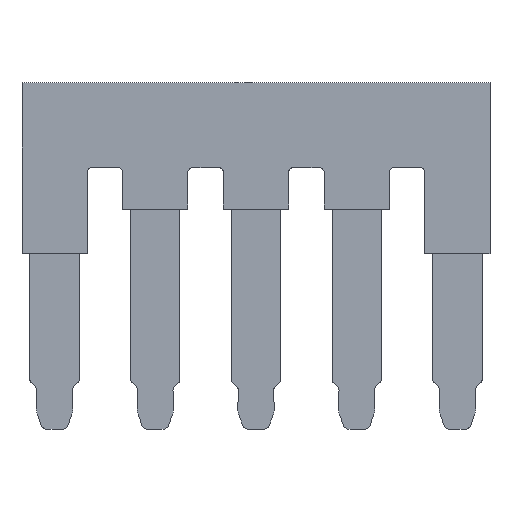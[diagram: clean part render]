
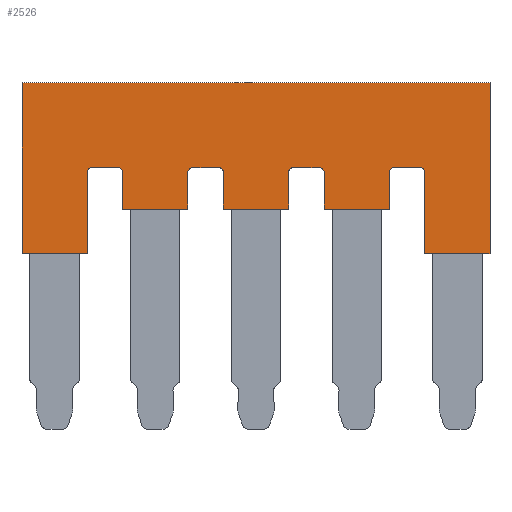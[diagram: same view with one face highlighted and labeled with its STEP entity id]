
A CAD part, top view. The second image highlights one B-rep face of the part: STEP entity #2526.
In plain terms, the highlighted planar face has unit normal (0, 0, 1).
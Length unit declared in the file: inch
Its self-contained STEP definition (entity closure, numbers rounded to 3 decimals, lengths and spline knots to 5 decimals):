
#313=DIRECTION('',(1.,0.,0.));
#314=VECTOR('',#313,6.6);
#315=CARTESIAN_POINT('',(-26.41279,1.77145,2.));
#316=LINE('',#315,#314);
#317=DIRECTION('',(0.,-1.,0.));
#318=VECTOR('',#317,17.3);
#319=CARTESIAN_POINT('',(-26.41279,19.07145,2.));
#320=LINE('',#319,#318);
#321=DIRECTION('',(-1.,0.,0.));
#322=VECTOR('',#321,47.4);
#323=CARTESIAN_POINT('',(20.98721,19.07145,2.));
#324=LINE('',#323,#322);
#325=DIRECTION('',(0.,1.,0.));
#326=VECTOR('',#325,17.3);
#327=CARTESIAN_POINT('',(20.98721,1.77145,2.));
#328=LINE('',#327,#326);
#329=DIRECTION('',(1.,0.,0.));
#330=VECTOR('',#329,6.6);
#331=CARTESIAN_POINT('',(14.38721,1.77145,2.));
#332=LINE('',#331,#330);
#333=DIRECTION('',(0.,-1.,0.));
#334=VECTOR('',#333,8.2);
#335=CARTESIAN_POINT('',(14.38721,9.97145,2.));
#336=LINE('',#335,#334);
#337=CARTESIAN_POINT('',(13.88721,9.97145,2.));
#338=DIRECTION('',(0.,0.,-1.));
#339=DIRECTION('',(0.,1.,0.));
#340=AXIS2_PLACEMENT_3D('',#337,#338,#339);
#342=DIRECTION('',(1.,0.,0.));
#343=VECTOR('',#342,2.6);
#344=CARTESIAN_POINT('',(11.28721,10.47145,2.));
#345=LINE('',#344,#343);
#346=CARTESIAN_POINT('',(11.28721,9.97145,2.));
#347=DIRECTION('',(0.,0.,-1.));
#348=DIRECTION('',(-1.,0.,0.));
#349=AXIS2_PLACEMENT_3D('',#346,#347,#348);
#351=DIRECTION('',(0.,1.,0.));
#352=VECTOR('',#351,3.7);
#353=CARTESIAN_POINT('',(10.78721,6.27145,2.));
#354=LINE('',#353,#352);
#355=DIRECTION('',(1.,0.,0.));
#356=VECTOR('',#355,6.6);
#357=CARTESIAN_POINT('',(4.18721,6.27145,2.));
#358=LINE('',#357,#356);
#359=DIRECTION('',(0.,-1.,0.));
#360=VECTOR('',#359,3.7);
#361=CARTESIAN_POINT('',(4.18721,9.97145,2.));
#362=LINE('',#361,#360);
#363=CARTESIAN_POINT('',(3.68721,9.97145,2.));
#364=DIRECTION('',(0.,0.,-1.));
#365=DIRECTION('',(0.,1.,0.));
#366=AXIS2_PLACEMENT_3D('',#363,#364,#365);
#368=DIRECTION('',(1.,0.,0.));
#369=VECTOR('',#368,2.6);
#370=CARTESIAN_POINT('',(1.08721,10.47145,2.));
#371=LINE('',#370,#369);
#372=CARTESIAN_POINT('',(1.08721,9.97145,2.));
#373=DIRECTION('',(0.,0.,-1.));
#374=DIRECTION('',(-1.,0.,0.));
#375=AXIS2_PLACEMENT_3D('',#372,#373,#374);
#377=DIRECTION('',(0.,1.,0.));
#378=VECTOR('',#377,3.7);
#379=CARTESIAN_POINT('',(0.58721,6.27145,2.));
#380=LINE('',#379,#378);
#381=DIRECTION('',(1.,0.,0.));
#382=VECTOR('',#381,6.6);
#383=CARTESIAN_POINT('',(-6.01279,6.27145,2.));
#384=LINE('',#383,#382);
#385=DIRECTION('',(0.,-1.,0.));
#386=VECTOR('',#385,3.7);
#387=CARTESIAN_POINT('',(-6.01279,9.97145,2.));
#388=LINE('',#387,#386);
#389=CARTESIAN_POINT('',(-6.51279,9.97145,2.));
#390=DIRECTION('',(0.,0.,-1.));
#391=DIRECTION('',(0.,1.,0.));
#392=AXIS2_PLACEMENT_3D('',#389,#390,#391);
#394=DIRECTION('',(1.,0.,0.));
#395=VECTOR('',#394,2.6);
#396=CARTESIAN_POINT('',(-9.11279,10.47145,2.));
#397=LINE('',#396,#395);
#398=CARTESIAN_POINT('',(-9.11279,9.97145,2.));
#399=DIRECTION('',(0.,0.,-1.));
#400=DIRECTION('',(-1.,0.,0.));
#401=AXIS2_PLACEMENT_3D('',#398,#399,#400);
#403=DIRECTION('',(0.,1.,0.));
#404=VECTOR('',#403,3.7);
#405=CARTESIAN_POINT('',(-9.61279,6.27145,2.));
#406=LINE('',#405,#404);
#407=DIRECTION('',(1.,0.,0.));
#408=VECTOR('',#407,6.6);
#409=CARTESIAN_POINT('',(-16.21279,6.27145,2.));
#410=LINE('',#409,#408);
#411=DIRECTION('',(0.,-1.,0.));
#412=VECTOR('',#411,3.7);
#413=CARTESIAN_POINT('',(-16.21279,9.97145,2.));
#414=LINE('',#413,#412);
#415=CARTESIAN_POINT('',(-16.71279,9.97145,2.));
#416=DIRECTION('',(0.,0.,-1.));
#417=DIRECTION('',(0.,1.,0.));
#418=AXIS2_PLACEMENT_3D('',#415,#416,#417);
#420=DIRECTION('',(1.,0.,0.));
#421=VECTOR('',#420,2.6);
#422=CARTESIAN_POINT('',(-19.31279,10.47145,2.));
#423=LINE('',#422,#421);
#424=CARTESIAN_POINT('',(-19.31279,9.97145,2.));
#425=DIRECTION('',(0.,0.,-1.));
#426=DIRECTION('',(-1.,0.,0.));
#427=AXIS2_PLACEMENT_3D('',#424,#425,#426);
#429=DIRECTION('',(0.,1.,0.));
#430=VECTOR('',#429,8.2);
#431=CARTESIAN_POINT('',(-19.81279,1.77145,2.));
#432=LINE('',#431,#430);
#1569=CARTESIAN_POINT('',(-26.41279,1.77145,2.));
#1570=CARTESIAN_POINT('',(-19.81279,1.77145,2.));
#1571=VERTEX_POINT('',#1569);
#1572=VERTEX_POINT('',#1570);
#1573=CARTESIAN_POINT('',(-19.81279,9.97145,2.));
#1574=VERTEX_POINT('',#1573);
#1575=CARTESIAN_POINT('',(-19.31279,10.47145,2.));
#1576=VERTEX_POINT('',#1575);
#1577=CARTESIAN_POINT('',(-16.71279,10.47145,2.));
#1578=VERTEX_POINT('',#1577);
#1579=CARTESIAN_POINT('',(-16.21279,9.97145,2.));
#1580=VERTEX_POINT('',#1579);
#1581=CARTESIAN_POINT('',(-16.21279,6.27145,2.));
#1582=VERTEX_POINT('',#1581);
#1583=CARTESIAN_POINT('',(-9.61279,6.27145,2.));
#1584=VERTEX_POINT('',#1583);
#1585=CARTESIAN_POINT('',(-9.61279,9.97145,2.));
#1586=VERTEX_POINT('',#1585);
#1587=CARTESIAN_POINT('',(-9.11279,10.47145,2.));
#1588=VERTEX_POINT('',#1587);
#1589=CARTESIAN_POINT('',(-6.51279,10.47145,2.));
#1590=VERTEX_POINT('',#1589);
#1591=CARTESIAN_POINT('',(-6.01279,9.97145,2.));
#1592=VERTEX_POINT('',#1591);
#1593=CARTESIAN_POINT('',(-6.01279,6.27145,2.));
#1594=VERTEX_POINT('',#1593);
#1595=CARTESIAN_POINT('',(0.58721,6.27145,2.));
#1596=VERTEX_POINT('',#1595);
#1597=CARTESIAN_POINT('',(0.58721,9.97145,2.));
#1598=VERTEX_POINT('',#1597);
#1599=CARTESIAN_POINT('',(1.08721,10.47145,2.));
#1600=VERTEX_POINT('',#1599);
#1601=CARTESIAN_POINT('',(3.68721,10.47145,2.));
#1602=VERTEX_POINT('',#1601);
#1603=CARTESIAN_POINT('',(4.18721,9.97145,2.));
#1604=VERTEX_POINT('',#1603);
#1605=CARTESIAN_POINT('',(4.18721,6.27145,2.));
#1606=VERTEX_POINT('',#1605);
#1607=CARTESIAN_POINT('',(10.78721,6.27145,2.));
#1608=VERTEX_POINT('',#1607);
#1609=CARTESIAN_POINT('',(10.78721,9.97145,2.));
#1610=VERTEX_POINT('',#1609);
#1611=CARTESIAN_POINT('',(11.28721,10.47145,2.));
#1612=VERTEX_POINT('',#1611);
#1613=CARTESIAN_POINT('',(13.88721,10.47145,2.));
#1614=VERTEX_POINT('',#1613);
#1615=CARTESIAN_POINT('',(14.38721,9.97145,2.));
#1616=VERTEX_POINT('',#1615);
#1617=CARTESIAN_POINT('',(14.38721,1.77145,2.));
#1618=VERTEX_POINT('',#1617);
#1619=CARTESIAN_POINT('',(20.98721,1.77145,2.));
#1620=VERTEX_POINT('',#1619);
#1621=CARTESIAN_POINT('',(20.98721,19.07145,2.));
#1622=VERTEX_POINT('',#1621);
#1623=CARTESIAN_POINT('',(-26.41279,19.07145,2.));
#1624=VERTEX_POINT('',#1623);
#2491=CARTESIAN_POINT('',(0.,0.,2.));
#2492=DIRECTION('',(0.,0.,1.));
#2493=DIRECTION('',(1.,0.,0.));
#2494=AXIS2_PLACEMENT_3D('',#2491,#2492,#2493);
#2495=PLANE('',#2494);
#2496=ORIENTED_EDGE('',*,*,#2057,.F.);
#2497=ORIENTED_EDGE('',*,*,#2082,.F.);
#2498=ORIENTED_EDGE('',*,*,#2096,.F.);
#2499=ORIENTED_EDGE('',*,*,#2110,.F.);
#2500=ORIENTED_EDGE('',*,*,#2124,.F.);
#2501=ORIENTED_EDGE('',*,*,#2148,.F.);
#2502=ORIENTED_EDGE('',*,*,#2162,.F.);
#2503=ORIENTED_EDGE('',*,*,#2176,.F.);
#2504=ORIENTED_EDGE('',*,*,#2190,.F.);
#2505=ORIENTED_EDGE('',*,*,#2204,.F.);
#2506=ORIENTED_EDGE('',*,*,#2218,.F.);
#2507=ORIENTED_EDGE('',*,*,#2242,.F.);
#2508=ORIENTED_EDGE('',*,*,#2256,.F.);
#2509=ORIENTED_EDGE('',*,*,#2270,.F.);
#2510=ORIENTED_EDGE('',*,*,#2284,.F.);
#2511=ORIENTED_EDGE('',*,*,#2298,.F.);
#2512=ORIENTED_EDGE('',*,*,#2312,.F.);
#2513=ORIENTED_EDGE('',*,*,#2336,.F.);
#2514=ORIENTED_EDGE('',*,*,#2350,.F.);
#2515=ORIENTED_EDGE('',*,*,#2364,.F.);
#2516=ORIENTED_EDGE('',*,*,#2378,.F.);
#2517=ORIENTED_EDGE('',*,*,#2392,.F.);
#2518=ORIENTED_EDGE('',*,*,#2406,.F.);
#2519=ORIENTED_EDGE('',*,*,#2430,.F.);
#2520=ORIENTED_EDGE('',*,*,#2444,.F.);
#2521=ORIENTED_EDGE('',*,*,#2458,.F.);
#2522=ORIENTED_EDGE('',*,*,#2472,.F.);
#2523=ORIENTED_EDGE('',*,*,#2485,.F.);
#2524=EDGE_LOOP('',(#2496,#2497,#2498,#2499,#2500,#2501,#2502,#2503,#2504,#2505,
#2506,#2507,#2508,#2509,#2510,#2511,#2512,#2513,#2514,#2515,#2516,#2517,#2518,
#2519,#2520,#2521,#2522,#2523));
#2525=FACE_OUTER_BOUND('',#2524,.F.);
#341=CIRCLE('',#340,0.5);
#350=CIRCLE('',#349,0.5);
#367=CIRCLE('',#366,0.5);
#376=CIRCLE('',#375,0.5);
#393=CIRCLE('',#392,0.5);
#402=CIRCLE('',#401,0.5);
#419=CIRCLE('',#418,0.5);
#428=CIRCLE('',#427,0.5);
#2057=EDGE_CURVE('',#1571,#1572,#316,.T.);
#2082=EDGE_CURVE('',#1624,#1571,#320,.T.);
#2096=EDGE_CURVE('',#1622,#1624,#324,.T.);
#2110=EDGE_CURVE('',#1620,#1622,#328,.T.);
#2124=EDGE_CURVE('',#1618,#1620,#332,.T.);
#2148=EDGE_CURVE('',#1616,#1618,#336,.T.);
#2162=EDGE_CURVE('',#1614,#1616,#341,.T.);
#2176=EDGE_CURVE('',#1612,#1614,#345,.T.);
#2190=EDGE_CURVE('',#1610,#1612,#350,.T.);
#2204=EDGE_CURVE('',#1608,#1610,#354,.T.);
#2218=EDGE_CURVE('',#1606,#1608,#358,.T.);
#2242=EDGE_CURVE('',#1604,#1606,#362,.T.);
#2256=EDGE_CURVE('',#1602,#1604,#367,.T.);
#2270=EDGE_CURVE('',#1600,#1602,#371,.T.);
#2284=EDGE_CURVE('',#1598,#1600,#376,.T.);
#2298=EDGE_CURVE('',#1596,#1598,#380,.T.);
#2312=EDGE_CURVE('',#1594,#1596,#384,.T.);
#2336=EDGE_CURVE('',#1592,#1594,#388,.T.);
#2350=EDGE_CURVE('',#1590,#1592,#393,.T.);
#2364=EDGE_CURVE('',#1588,#1590,#397,.T.);
#2378=EDGE_CURVE('',#1586,#1588,#402,.T.);
#2392=EDGE_CURVE('',#1584,#1586,#406,.T.);
#2406=EDGE_CURVE('',#1582,#1584,#410,.T.);
#2430=EDGE_CURVE('',#1580,#1582,#414,.T.);
#2444=EDGE_CURVE('',#1578,#1580,#419,.T.);
#2458=EDGE_CURVE('',#1576,#1578,#423,.T.);
#2472=EDGE_CURVE('',#1574,#1576,#428,.T.);
#2485=EDGE_CURVE('',#1572,#1574,#432,.T.);
#2526=ADVANCED_FACE('',(#2525),#2495,.T.);
